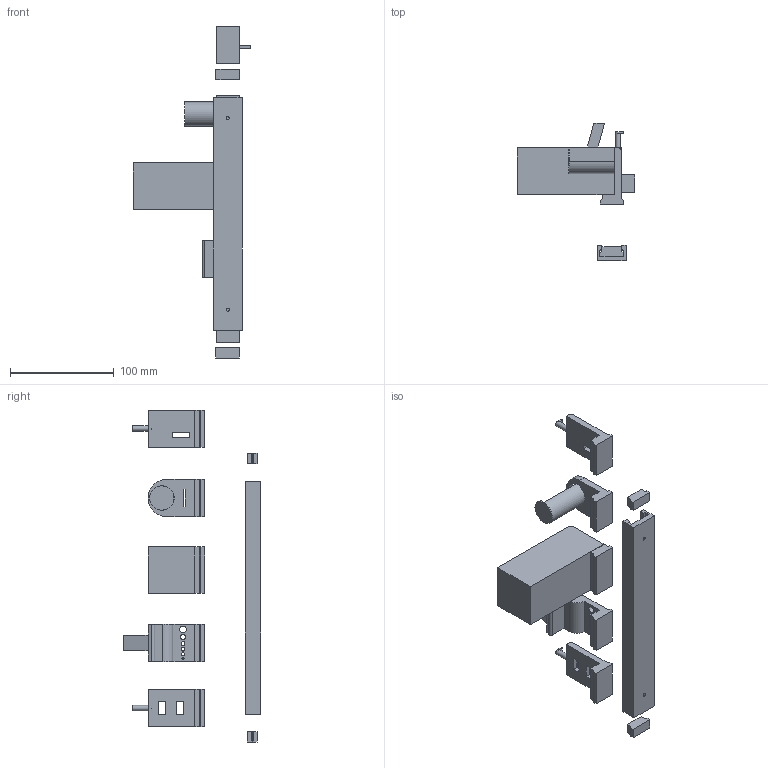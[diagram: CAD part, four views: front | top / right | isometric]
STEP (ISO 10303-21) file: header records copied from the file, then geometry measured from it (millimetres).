
FILE_DESCRIPTION(/* description */ (''),/* implementation_level */ '2;1');
FILE_NAME(/* name */ 'Tool Holder (3D Printer) v43.step',/* time_stamp */ '2016-02-11T20:55:01-08:00',/* author */ (''),/* organization */ (''),/* preprocessor_version */ 'ST-DEVELOPER v16.2',/* originating_system */ 'Autodesk Translation Framework v4.3.0.3010',/* authorisation */ '');
FILE_SCHEMA (('AUTOMOTIVE_DESIGN { 1 0 10303 214 3 1 1 }'));
Length unit declared in the file: centimetre
Products named in the file (1): Tool Holder (3D Printer) v43
Bounding box: 113.35 x 133.09 x 320.75 mm (x, y, z)
Volume: 192725.2 mm3; surface area: 133436.6 mm2
Topology: 14 solids, 14 shells, 267 faces, 680 edges, 451 vertices
Faces by surface type: plane 229, cylinder 36, cone 2
Full cylindrical faces by diameter (mm): 1.95 x1, 2.95 x1, 3 x4, 3.3 x2, 3.55 x1, 3.78 x1, 4 x2, 4.3 x2, 4.8 x1, 5.3 x2, 5.6 x2, 6.4 x1, 21 x1, 23.5 x1
Entity records: 7961 total; most frequent: CARTESIAN_POINT 1411, ORIENTED_EDGE 1306, DIRECTION 1267, EDGE_CURVE 653, LINE 571, VECTOR 571, VERTEX_POINT 448, AXIS2_PLACEMENT_3D 348
